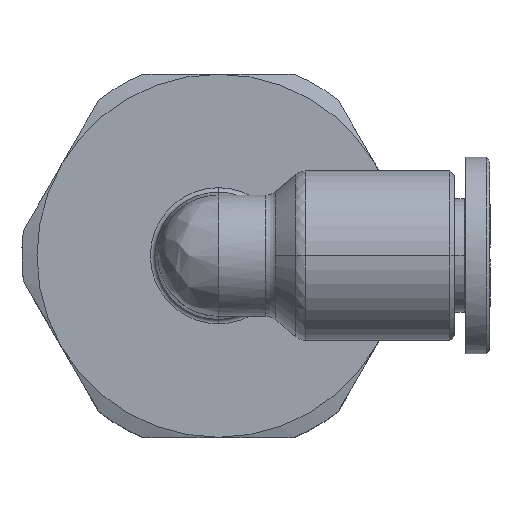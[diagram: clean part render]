
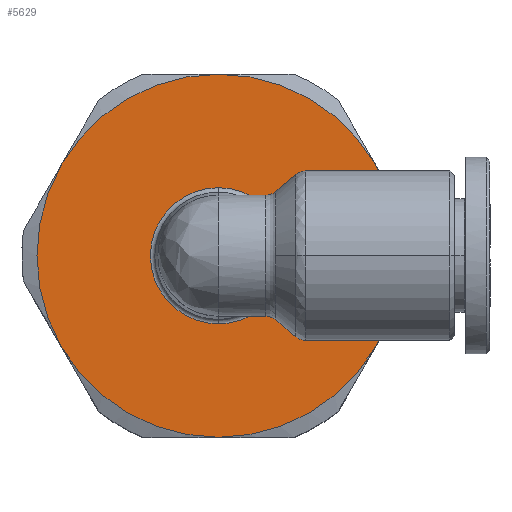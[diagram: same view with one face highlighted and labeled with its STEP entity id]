
A CAD part, top view. The second image highlights one B-rep face of the part: STEP entity #5629.
In plain terms, the highlighted planar face has unit normal (0, 0, 1).
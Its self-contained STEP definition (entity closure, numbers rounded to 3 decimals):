
#351 = CARTESIAN_POINT ( 'NONE',  ( 4.892, 6., -5.9 ) ) ;
#419 = DIRECTION ( 'NONE',  ( 0., 1., 0. ) ) ;
#634 = ORIENTED_EDGE ( 'NONE', *, *, #1797, .F. ) ;
#747 = ORIENTED_EDGE ( 'NONE', *, *, #3466, .F. ) ;
#774 = CARTESIAN_POINT ( 'NONE',  ( -5.5, 4.501, -5.9 ) ) ;
#848 = CARTESIAN_POINT ( 'NONE',  ( -5.5, 0., -5.9 ) ) ;
#963 = EDGE_CURVE ( 'NONE', #3662, #8033, #2057, .T. ) ;
#1182 = DIRECTION ( 'NONE',  ( 0., 0., -1. ) ) ;
#1318 = EDGE_CURVE ( 'NONE', #5651, #7300, #7993, .T. ) ;
#1484 = AXIS2_PLACEMENT_3D ( 'NONE', #6036, #5165, #3584 ) ;
#1629 = CIRCLE ( 'NONE', #1989, 12. ) ;
#1797 = EDGE_CURVE ( 'NONE', #6108, #9550, #9101, .T. ) ;
#1836 = DIRECTION ( 'NONE',  ( 0., 1., 0. ) ) ;
#1989 = AXIS2_PLACEMENT_3D ( 'NONE', #4877, #10774, #3226 ) ;
#2014 = EDGE_CURVE ( 'NONE', #7300, #5651, #6443, .T. ) ;
#2057 = CIRCLE ( 'NONE', #5096, 12. ) ;
#2244 = FACE_OUTER_BOUND ( 'NONE', #10403, .T. ) ;
#2384 = DIRECTION ( 'NONE',  ( 0., 0., 1. ) ) ;
#2400 = ORIENTED_EDGE ( 'NONE', *, *, #4511, .F. ) ;
#2403 = ORIENTED_EDGE ( 'NONE', *, *, #963, .F. ) ;
#2476 = CIRCLE ( 'NONE', #8424, 12. ) ;
#2556 = DIRECTION ( 'NONE',  ( 0., 0., -1. ) ) ;
#2847 = CARTESIAN_POINT ( 'NONE',  ( -5.5, 12., -5.9 ) ) ;
#2934 = CARTESIAN_POINT ( 'NONE',  ( -5.5, 0., -5.9 ) ) ;
#3147 = ORIENTED_EDGE ( 'NONE', *, *, #2014, .F. ) ;
#3226 = DIRECTION ( 'NONE',  ( 0., 1., 0. ) ) ;
#3340 = CARTESIAN_POINT ( 'NONE',  ( -5.5, 0., -5.9 ) ) ;
#3466 = EDGE_CURVE ( 'NONE', #9550, #3662, #5407, .T. ) ;
#3584 = DIRECTION ( 'NONE',  ( 0., 1., 0. ) ) ;
#3662 = VERTEX_POINT ( 'NONE', #2847 ) ;
#3672 = DIRECTION ( 'NONE',  ( 0., 1., 0. ) ) ;
#3810 = DIRECTION ( 'NONE',  ( 0., 0., 1. ) ) ;
#4148 = CARTESIAN_POINT ( 'NONE',  ( 4.892, -6., -5.9 ) ) ;
#4300 = CARTESIAN_POINT ( 'NONE',  ( -15.892, 6., -5.9 ) ) ;
#4464 = DIRECTION ( 'NONE',  ( 0., 0., -1. ) ) ;
#4487 = FACE_BOUND ( 'NONE', #8717, .T. ) ;
#4511 = EDGE_CURVE ( 'NONE', #6280, #6108, #2476, .T. ) ;
#4877 = CARTESIAN_POINT ( 'NONE',  ( -5.5, 0., -5.9 ) ) ;
#4896 = DIRECTION ( 'NONE',  ( 0., 1., 0. ) ) ;
#4989 = ORIENTED_EDGE ( 'NONE', *, *, #10454, .F. ) ;
#5096 = AXIS2_PLACEMENT_3D ( 'NONE', #2934, #1182, #3672 ) ;
#5165 = DIRECTION ( 'NONE',  ( 0., 0., -1. ) ) ;
#5407 = CIRCLE ( 'NONE', #1484, 12. ) ;
#5629 = ADVANCED_FACE ( 'NONE', ( #4487, #2244 ), #8382, .F. ) ;
#5651 = VERTEX_POINT ( 'NONE', #774 ) ;
#5690 = EDGE_CURVE ( 'NONE', #6115, #6280, #9502, .T. ) ;
#6036 = CARTESIAN_POINT ( 'NONE',  ( -5.5, 0., -5.9 ) ) ;
#6108 = VERTEX_POINT ( 'NONE', #10772 ) ;
#6115 = VERTEX_POINT ( 'NONE', #4148 ) ;
#6170 = ORIENTED_EDGE ( 'NONE', *, *, #5690, .F. ) ;
#6280 = VERTEX_POINT ( 'NONE', #7700 ) ;
#6443 = CIRCLE ( 'NONE', #9560, 4.501 ) ;
#6720 = CARTESIAN_POINT ( 'NONE',  ( -5.5, 0., -5.9 ) ) ;
#6776 = ORIENTED_EDGE ( 'NONE', *, *, #1318, .F. ) ;
#7300 = VERTEX_POINT ( 'NONE', #8974 ) ;
#7375 = DIRECTION ( 'NONE',  ( 0., 0., -1. ) ) ;
#7502 = DIRECTION ( 'NONE',  ( 0., 0., -1. ) ) ;
#7700 = CARTESIAN_POINT ( 'NONE',  ( -5.5, -12., -5.9 ) ) ;
#7708 = CARTESIAN_POINT ( 'NONE',  ( -5.5, 0., -5.9 ) ) ;
#7922 = AXIS2_PLACEMENT_3D ( 'NONE', #10505, #3810, #419 ) ;
#7993 = CIRCLE ( 'NONE', #7922, 4.501 ) ;
#8033 = VERTEX_POINT ( 'NONE', #351 ) ;
#8296 = DIRECTION ( 'NONE',  ( 0., 1., 0. ) ) ;
#8382 = PLANE ( 'NONE',  #9380 ) ;
#8424 = AXIS2_PLACEMENT_3D ( 'NONE', #848, #2556, #9336 ) ;
#8658 = AXIS2_PLACEMENT_3D ( 'NONE', #7708, #4464, #1836 ) ;
#8717 = EDGE_LOOP ( 'NONE', ( #6776, #3147 ) ) ;
#8928 = CARTESIAN_POINT ( 'NONE',  ( -5.5, 0., -5.9 ) ) ;
#8974 = CARTESIAN_POINT ( 'NONE',  ( -5.5, -4.501, -5.9 ) ) ;
#9101 = CIRCLE ( 'NONE', #9337, 12. ) ;
#9336 = DIRECTION ( 'NONE',  ( 0., 1., 0. ) ) ;
#9337 = AXIS2_PLACEMENT_3D ( 'NONE', #8928, #7375, #4896 ) ;
#9380 = AXIS2_PLACEMENT_3D ( 'NONE', #3340, #7502, #10092 ) ;
#9502 = CIRCLE ( 'NONE', #8658, 12. ) ;
#9550 = VERTEX_POINT ( 'NONE', #4300 ) ;
#9560 = AXIS2_PLACEMENT_3D ( 'NONE', #6720, #2384, #8296 ) ;
#10092 = DIRECTION ( 'NONE',  ( -1., 0., 0. ) ) ;
#10403 = EDGE_LOOP ( 'NONE', ( #634, #2400, #6170, #4989, #2403, #747 ) ) ;
#10454 = EDGE_CURVE ( 'NONE', #8033, #6115, #1629, .T. ) ;
#10505 = CARTESIAN_POINT ( 'NONE',  ( -5.5, 0., -5.9 ) ) ;
#10772 = CARTESIAN_POINT ( 'NONE',  ( -15.892, -6., -5.9 ) ) ;
#10774 = DIRECTION ( 'NONE',  ( 0., 0., -1. ) ) ;
